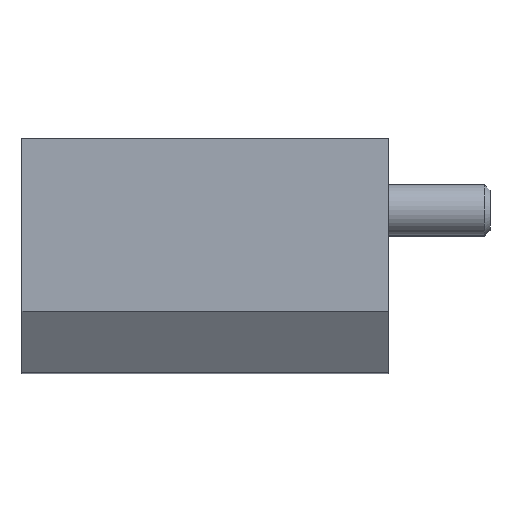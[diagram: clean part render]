
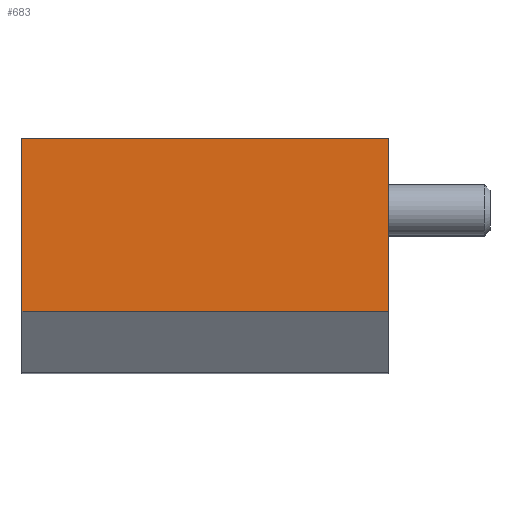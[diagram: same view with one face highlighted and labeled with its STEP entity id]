
A CAD part, top view. The second image highlights one B-rep face of the part: STEP entity #683.
In plain terms, the highlighted planar face has unit normal (0, 0, 1).
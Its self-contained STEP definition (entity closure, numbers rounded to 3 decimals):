
#55=LINE('',#1110,#97);
#59=LINE('',#1117,#101);
#63=LINE('',#1125,#105);
#64=LINE('',#1126,#106);
#97=VECTOR('',#906,18.);
#101=VECTOR('',#912,8.5);
#105=VECTOR('',#920,8.5);
#106=VECTOR('',#921,18.);
#190=FACE_OUTER_BOUND('',#256,.T.);
#256=EDGE_LOOP('',(#550,#551,#552,#553));
#334=VERTEX_POINT('',#1106);
#336=VERTEX_POINT('',#1109);
#338=VERTEX_POINT('',#1116);
#340=VERTEX_POINT('',#1124);
#405=EDGE_CURVE('',#336,#334,#55,.T.);
#409=EDGE_CURVE('',#336,#338,#59,.T.);
#413=EDGE_CURVE('',#340,#334,#63,.T.);
#414=EDGE_CURVE('',#338,#340,#64,.T.);
#550=ORIENTED_EDGE('',*,*,#405,.T.);
#551=ORIENTED_EDGE('',*,*,#413,.F.);
#552=ORIENTED_EDGE('',*,*,#414,.F.);
#553=ORIENTED_EDGE('',*,*,#409,.F.);
#594=PLANE('',#751);
#683=ADVANCED_FACE('',(#190),#594,.T.);
#751=AXIS2_PLACEMENT_3D('',#1123,#918,#919);
#906=DIRECTION('',(1.,0.,0.));
#912=DIRECTION('',(0.,1.,0.));
#918=DIRECTION('center_axis',(0.,0.,1.));
#919=DIRECTION('ref_axis',(1.,0.,0.));
#920=DIRECTION('',(0.,-1.,0.));
#921=DIRECTION('',(1.,0.,0.));
#1106=CARTESIAN_POINT('',(135.959,26.035,40.));
#1109=CARTESIAN_POINT('',(117.959,26.035,40.));
#1110=CARTESIAN_POINT('',(122.459,26.035,40.));
#1116=CARTESIAN_POINT('',(117.959,34.535,40.));
#1117=CARTESIAN_POINT('',(117.959,34.535,40.));
#1123=CARTESIAN_POINT('Origin',(126.959,28.785,40.));
#1124=CARTESIAN_POINT('',(135.959,34.535,40.));
#1125=CARTESIAN_POINT('',(135.959,23.035,40.));
#1126=CARTESIAN_POINT('',(135.959,34.535,40.));
